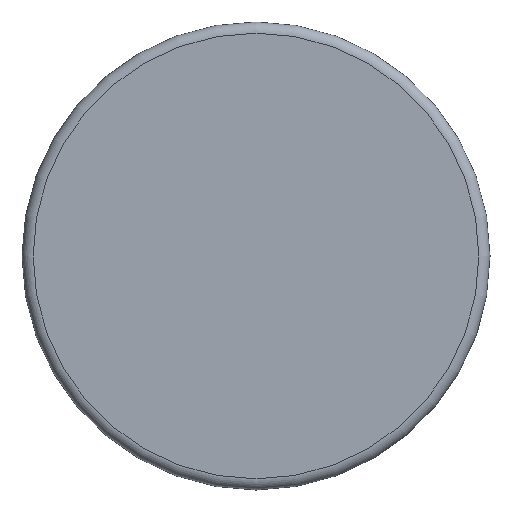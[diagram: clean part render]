
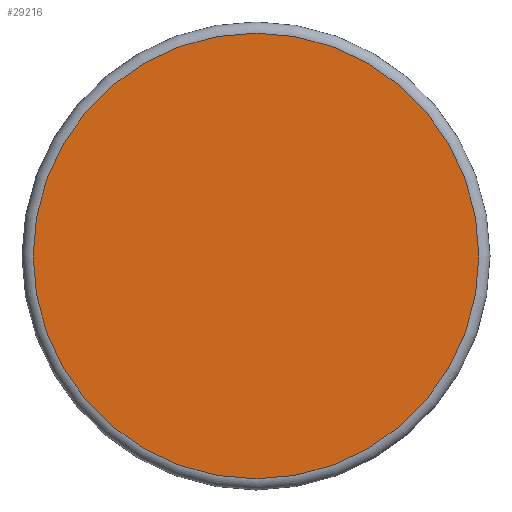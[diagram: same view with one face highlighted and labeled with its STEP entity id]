
A CAD part, front view. The second image highlights one B-rep face of the part: STEP entity #29216.
In plain terms, the highlighted planar face has unit normal (0, -1, 0).
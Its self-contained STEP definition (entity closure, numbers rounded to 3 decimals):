
#3294=PLANE('',#31758);
#4766=FACE_OUTER_BOUND('',#6329,.T.);
#6329=EDGE_LOOP('',(#27244,#27245));
#13051=CIRCLE('',#31753,20.);
#13052=CIRCLE('',#31754,20.);
#15579=VERTEX_POINT('',#56219);
#15580=VERTEX_POINT('',#56221);
#19500=EDGE_CURVE('',#15579,#15580,#13051,.T.);
#19501=EDGE_CURVE('',#15580,#15579,#13052,.T.);
#27244=ORIENTED_EDGE('',*,*,#19501,.F.);
#27245=ORIENTED_EDGE('',*,*,#19500,.F.);
#29216=ADVANCED_FACE('',(#4766),#3294,.F.);
#31753=AXIS2_PLACEMENT_3D('',#56222,#39066,#39067);
#31754=AXIS2_PLACEMENT_3D('',#56223,#39068,#39069);
#31758=AXIS2_PLACEMENT_3D('',#56275,#39077,#39078);
#39066=DIRECTION('center_axis',(0.,1.,0.));
#39067=DIRECTION('ref_axis',(1.,0.,0.));
#39068=DIRECTION('center_axis',(0.,1.,0.));
#39069=DIRECTION('ref_axis',(1.,0.,0.));
#39077=DIRECTION('center_axis',(0.,1.,0.));
#39078=DIRECTION('ref_axis',(1.,0.,0.));
#56219=CARTESIAN_POINT('',(0.,0.,-20.));
#56221=CARTESIAN_POINT('',(-20.,0.,0.));
#56222=CARTESIAN_POINT('Origin',(0.,0.,0.));
#56223=CARTESIAN_POINT('Origin',(0.,0.,0.));
#56275=CARTESIAN_POINT('Origin',(0.,0.,0.));
